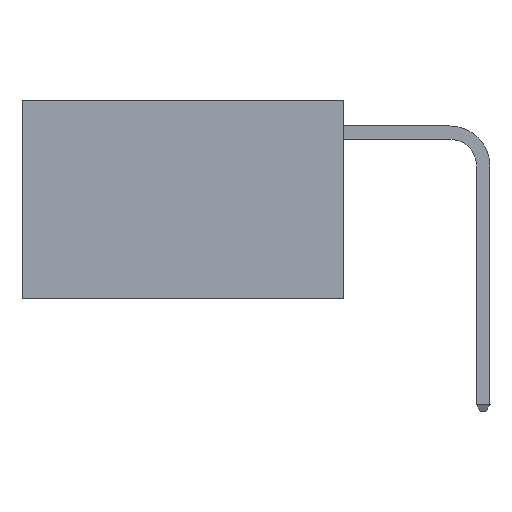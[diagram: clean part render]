
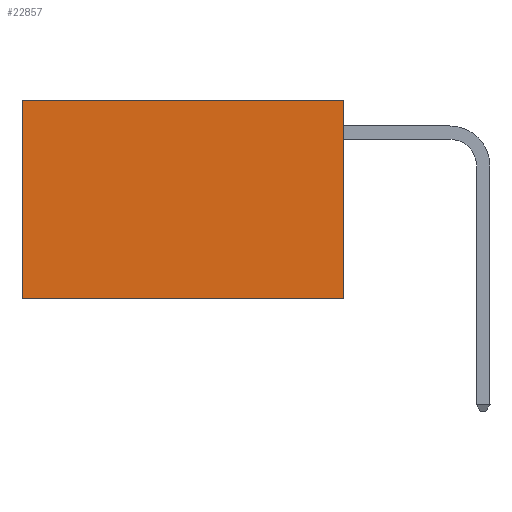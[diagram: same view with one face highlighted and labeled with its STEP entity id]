
A CAD part, left-side view. The second image highlights one B-rep face of the part: STEP entity #22857.
In plain terms, the highlighted planar face has unit normal (-1, 0, 0).
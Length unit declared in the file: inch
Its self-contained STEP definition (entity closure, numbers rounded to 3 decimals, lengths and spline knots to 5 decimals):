
#368 = CARTESIAN_POINT ( 'NONE',  ( 0.2625, 0., 0. ) ) ;
#938 = EDGE_LOOP ( 'NONE', ( #12348, #24986, #22510, #12099 ) ) ;
#1285 = VERTEX_POINT ( 'NONE', #8009 ) ;
#1522 = FACE_OUTER_BOUND ( 'NONE', #938, .T. ) ;
#2983 = CARTESIAN_POINT ( 'NONE',  ( 0.2625, 0.6, -0.37 ) ) ;
#4438 = VECTOR ( 'NONE', #17931, 39.37008 ) ;
#6763 = CARTESIAN_POINT ( 'NONE',  ( 0.2625, 0., 0. ) ) ;
#6800 = DIRECTION ( 'NONE',  ( 1., 0., 0. ) ) ;
#8009 = CARTESIAN_POINT ( 'NONE',  ( 0.2625, 0., -0.37 ) ) ;
#9154 = VERTEX_POINT ( 'NONE', #2983 ) ;
#9794 = LINE ( 'NONE', #17849, #4438 ) ;
#10293 = LINE ( 'NONE', #15485, #19656 ) ;
#10556 = VECTOR ( 'NONE', #16763, 39.37008 ) ;
#11297 = VECTOR ( 'NONE', #21876, 39.37008 ) ;
#11430 = VERTEX_POINT ( 'NONE', #18133 ) ;
#12099 = ORIENTED_EDGE ( 'NONE', *, *, #19623, .T. ) ;
#12348 = ORIENTED_EDGE ( 'NONE', *, *, #17693, .T. ) ;
#12629 = EDGE_CURVE ( 'NONE', #1285, #9154, #10293, .T. ) ;
#12772 = PLANE ( 'NONE',  #21422 ) ;
#15248 = LINE ( 'NONE', #6763, #10556 ) ;
#15485 = CARTESIAN_POINT ( 'NONE',  ( 0.2625, 0., -0.37 ) ) ;
#16597 = LINE ( 'NONE', #17911, #11297 ) ;
#16763 = DIRECTION ( 'NONE',  ( 0., 1., 0. ) ) ;
#17693 = EDGE_CURVE ( 'NONE', #11430, #9154, #9794, .T. ) ;
#17849 = CARTESIAN_POINT ( 'NONE',  ( 0.2625, 0.6, 0. ) ) ;
#17911 = CARTESIAN_POINT ( 'NONE',  ( 0.2625, 0., 0. ) ) ;
#17931 = DIRECTION ( 'NONE',  ( 0., 0., -1. ) ) ;
#18133 = CARTESIAN_POINT ( 'NONE',  ( 0.2625, 0.6, 0. ) ) ;
#18806 = CARTESIAN_POINT ( 'NONE',  ( 0.2625, 0., 0. ) ) ;
#19623 = EDGE_CURVE ( 'NONE', #23319, #11430, #15248, .T. ) ;
#19656 = VECTOR ( 'NONE', #23460, 39.37008 ) ;
#20795 = DIRECTION ( 'NONE',  ( 0., 0., -1. ) ) ;
#21422 = AXIS2_PLACEMENT_3D ( 'NONE', #18806, #6800, #20795 ) ;
#21876 = DIRECTION ( 'NONE',  ( 0., 0., -1. ) ) ;
#22510 = ORIENTED_EDGE ( 'NONE', *, *, #23854, .F. ) ;
#22857 = ADVANCED_FACE ( 'NONE', ( #1522 ), #12772, .F. ) ;
#23319 = VERTEX_POINT ( 'NONE', #368 ) ;
#23460 = DIRECTION ( 'NONE',  ( 0., 1., 0. ) ) ;
#23854 = EDGE_CURVE ( 'NONE', #23319, #1285, #16597, .T. ) ;
#24986 = ORIENTED_EDGE ( 'NONE', *, *, #12629, .F. ) ;
